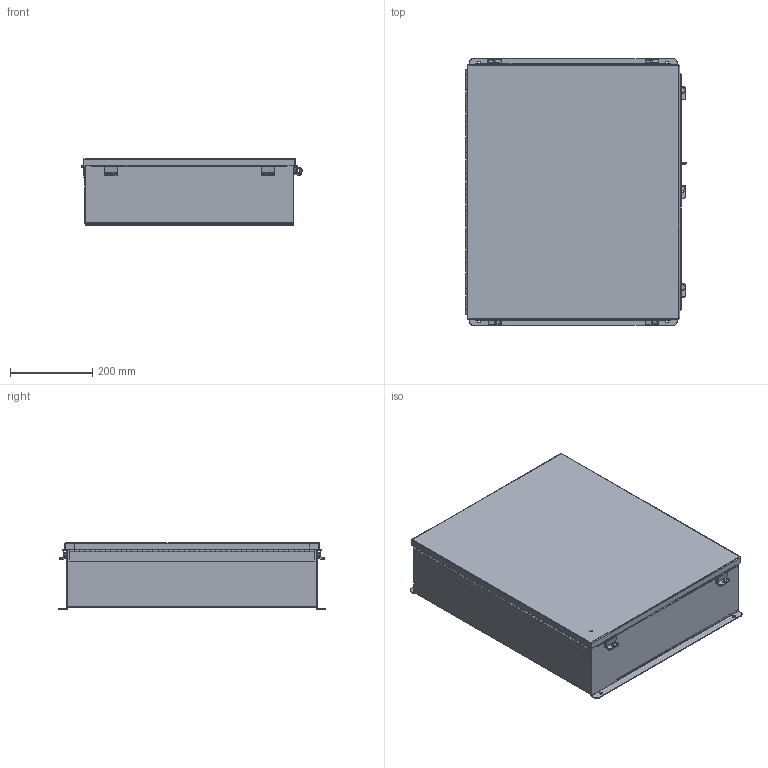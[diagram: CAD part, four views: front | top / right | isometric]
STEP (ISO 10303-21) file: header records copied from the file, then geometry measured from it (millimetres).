
FILE_DESCRIPTION (( 'STEP AP203' ), '1' );
FILE_NAME ('N242006CHNFSSWP.STEP', '2014-02-27T17:30:09', ( 'changeme' ), ( 'Microsoft' ), 'SwSTEP 2.0', 'SolidWorks 2013', '' );
FILE_SCHEMA (( 'CONFIG_CONTROL_DESIGN' ));
Length unit declared in the file: inch
Products named in the file (15): N242006CHNFSSWP HW-CD-S-25020-034; N242006CHNFSSWP _JIC Hinge; HW-CLH-JH-20154; N242006CHNFSSWP JIC_Cover_Template; HW-CLH-JH-20104; N242006CHNFSSWP JIC_Standoff; N242006CHNFSSWP; N242006CHNFSSWP JIC Backpanel; N242006CHNFSSWP JIC Clamp Bracket; N242006CHNFSSWP JIC Cover Clamp; N242006CHNFSSWP JIC Enclosure Template; N242006CHNFSSWP JIC Top; N242006CHNFSSWP Hinge Body Side; N242006CHNFSSWP JIC Bottom; N242006CHNFSSWP Hinge Cover Side JIC
Assembly tree (30 placements, depth 3):
  N242006CHNFSSWP
    N242006CHNFSSWP JIC Enclosure Template
    N242006CHNFSSWP _JIC Hinge
      N242006CHNFSSWP Hinge Body Side
      N242006CHNFSSWP Hinge Cover Side JIC
    N242006CHNFSSWP JIC_Cover_Template
    N242006CHNFSSWP JIC_Standoff  x4
    N242006CHNFSSWP JIC Backpanel
    N242006CHNFSSWP JIC Clamp Bracket  x7
    N242006CHNFSSWP JIC Cover Clamp  x7
    N242006CHNFSSWP JIC Top
    N242006CHNFSSWP JIC Bottom
    N242006CHNFSSWP HW-CD-S-25020-034  x2
    HW-CLH-JH-20154
    HW-CLH-JH-20104
Bounding box: 535.22 x 647.08 x 162.3 mm (x, y, z)
Volume: 2588185.7 mm3; surface area: 2760358 mm2
Topology: 29 solids, 29 shells, 1012 faces, 2473 edges, 1525 vertices
Faces by surface type: plane 651, cylinder 341, bspline 8, torus 8, cone 4
Entity records: 24035 total; most frequent: CARTESIAN_POINT 4176, DIRECTION 3812, ORIENTED_EDGE 3690, EDGE_CURVE 1845, LINE 1302, VECTOR 1302, AXIS2_PLACEMENT_3D 1255, VERTEX_POINT 1171
